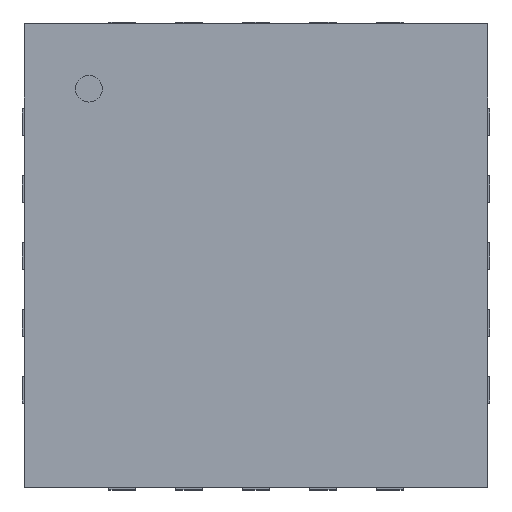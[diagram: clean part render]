
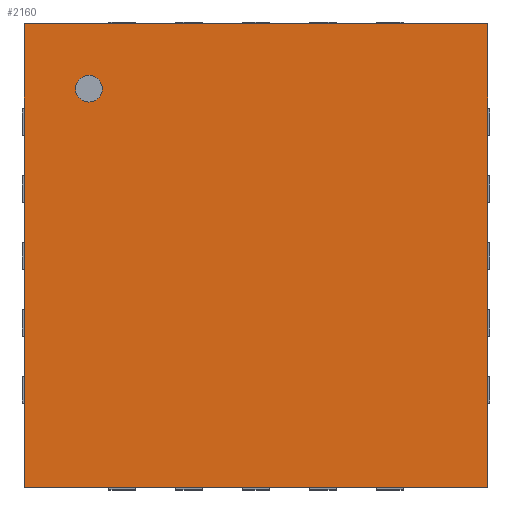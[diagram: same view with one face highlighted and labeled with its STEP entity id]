
A CAD part, top view. The second image highlights one B-rep face of the part: STEP entity #2160.
In plain terms, the highlighted planar face has unit normal (0, 0, 1).
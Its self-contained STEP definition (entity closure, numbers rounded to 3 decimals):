
#13=DIRECTION('',(0.,0.,1.));
#117=DIRECTION('',(0.,0.,-1.));
#148=VECTOR('',#149,1.);
#149=DIRECTION('',(1.,0.,0.));
#155=VECTOR('',#156,1.);
#156=DIRECTION('',(0.,-1.,0.));
#613=ORIENTED_EDGE('',*,*,#614,.F.);
#614=EDGE_CURVE('',#615,#617,#619,.T.);
#615=VERTEX_POINT('',#616);
#616=CARTESIAN_POINT('',(-1.735,1.735,0.78));
#617=VERTEX_POINT('',#618);
#618=CARTESIAN_POINT('',(1.735,1.735,0.78));
#619=LINE('',#616,#148);
#717=ORIENTED_EDGE('',*,*,#718,.T.);
#718=EDGE_CURVE('',#615,#719,#721,.T.);
#719=VERTEX_POINT('',#720);
#720=CARTESIAN_POINT('',(-1.735,-1.735,0.78));
#721=LINE('',#616,#155);
#1378=EDGE_CURVE('',#617,#1379,#1381,.T.);
#1379=VERTEX_POINT('',#1380);
#1380=CARTESIAN_POINT('',(1.735,-1.735,0.78));
#1381=LINE('',#618,#155);
#1471=EDGE_CURVE('',#719,#1379,#1472,.T.);
#1472=LINE('',#720,#148);
#2160=ADVANCED_FACE('',(#2161,#2165),#2174,.T.);
#2161=FACE_BOUND('',#2162,.T.);
#2162=EDGE_LOOP('',(#613,#717,#2163,#2164));
#2163=ORIENTED_EDGE('',*,*,#1471,.T.);
#2164=ORIENTED_EDGE('',*,*,#1378,.F.);
#2165=FACE_BOUND('',#2166,.T.);
#2166=EDGE_LOOP('',(#2167));
#2167=ORIENTED_EDGE('',*,*,#2168,.T.);
#2168=EDGE_CURVE('',#2169,#2169,#2171,.T.);
#2169=VERTEX_POINT('',#2170);
#2170=CARTESIAN_POINT('',(-1.25,1.15,0.78));
#2171=CIRCLE('',#2172,0.1);
#2172=AXIS2_PLACEMENT_3D('',#2173,#117,#156);
#2173=CARTESIAN_POINT('',(-1.25,1.25,0.78));
#2174=PLANE('',#2175);
#2175=AXIS2_PLACEMENT_3D('',#616,#13,#156);
